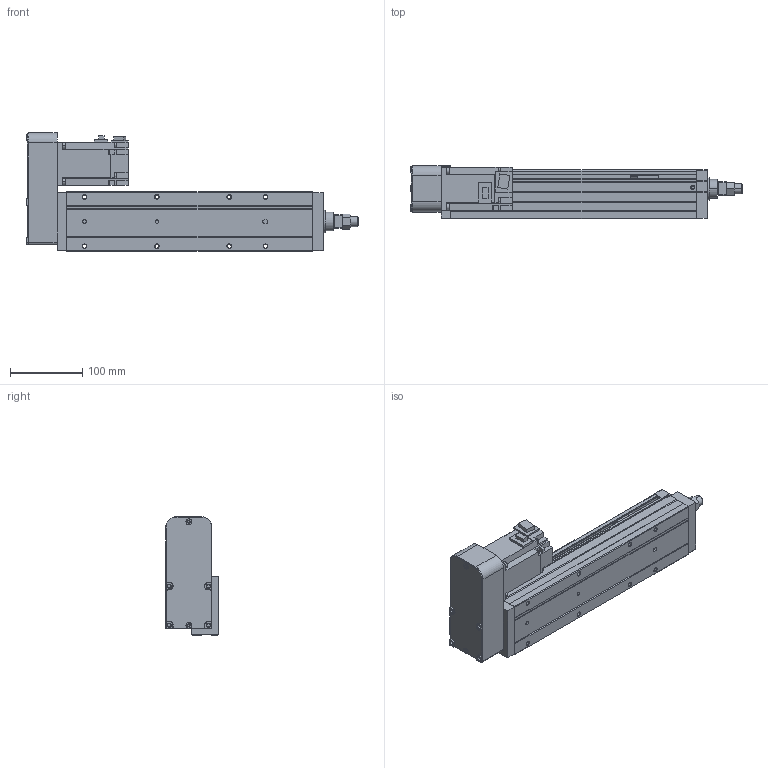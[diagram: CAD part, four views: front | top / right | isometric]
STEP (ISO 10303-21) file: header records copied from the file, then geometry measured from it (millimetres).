
FILE_DESCRIPTION (( 'STEP AP214' ), '1' );
FILE_NAME ('ETU08BL-16XLD-0150-XXXX.STEP', '2025-02-28T14:44:36', ( '' ), ( '' ), 'SwSTEP 2.0', 'SolidWorks 2022', '' );
FILE_SCHEMA (( 'AUTOMOTIVE_DESIGN' ));
Length unit declared in the file: millimetre
Products named in the file (10): ETU08-150NUT; ETU08-150BODY3; ETU08-150BODY02; ETU08-150SENSOR; ETU08-150MOTOR; FANG STICKER; ETU08-150BODY1; ETU08BL-16XLD-0150-XXXX; ETU08-150ROD; ETU08-150BODY0
Assembly tree (10 placements, depth 2):
  ETU08BL-16XLD-0150-XXXX
    ETU08-150BODY0
    ETU08-150BODY1
    ETU08-150BODY02
    ETU08-150BODY3
    ETU08-150MOTOR
    ETU08-150ROD
    ETU08-150NUT
    ETU08-150SENSOR  x2
    FANG STICKER
Bounding box: 459 x 74.3 x 163.8 mm (x, y, z)
Volume: 2377205.5 mm3; surface area: 282218.3 mm2
Topology: 10 solids, 10 shells, 901 faces, 2287 edges, 1478 vertices
Faces by surface type: plane 598, cylinder 203, cone 92, torus 8
Entity records: 27149 total; most frequent: CARTESIAN_POINT 4781, DIRECTION 4557, ORIENTED_EDGE 4498, EDGE_CURVE 2249, VECTOR 1705, LINE 1705, VERTEX_POINT 1458, AXIS2_PLACEMENT_3D 1426
